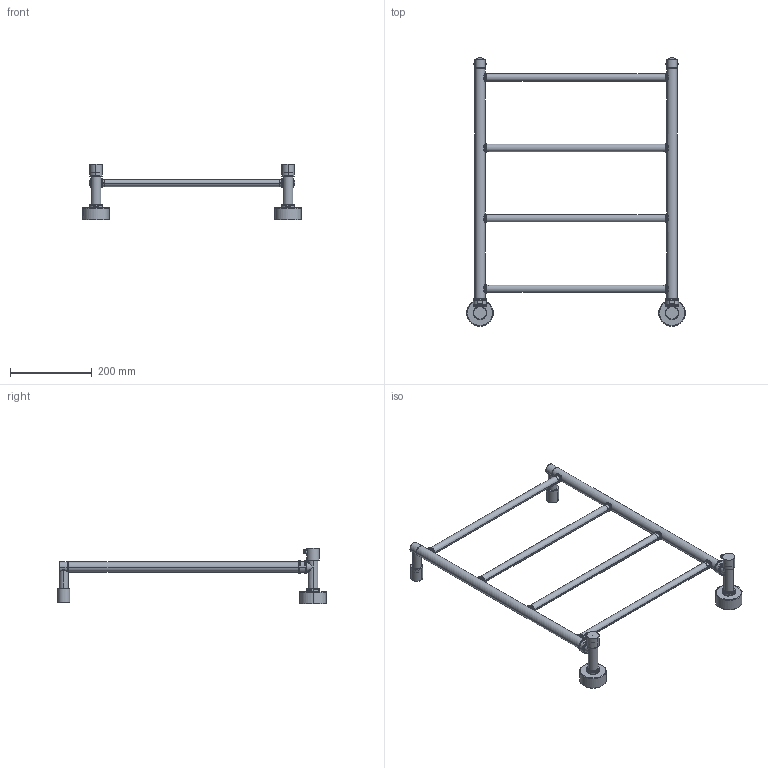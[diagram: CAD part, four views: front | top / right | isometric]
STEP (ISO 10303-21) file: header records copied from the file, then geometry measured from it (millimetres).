
FILE_DESCRIPTION(('CATIA V5 STEP Exchange','CAx-IF Rec.Pracs.--- Model Styling and Organization---1.5--- 2016-08-15','CAx-IF Rec.Pracs.---Supplemental Geometry---1.0---2011-11-01','CAx-IF Rec.Pracs.--- Composite Materials ---3.4---2017-06-13','CAx-IF Rec.Pracs.---Tessellated 3D Geometry---1.0---2015-12-17'),'2;1');
FILE_NAME('ZA004920.stp','2024-07-01T11:41:49+00:00',('none'),('none'),'CATIA Version 5-6 Release 2020 SP2','CATIA V5 STEP AP242 v2','none');
FILE_SCHEMA(('AP242_MANAGED_MODEL_BASED_3D_ENGINEERING_MIM_LF {1 0 10303 442 1 1 4}'));
Length unit declared in the file: millimetre
Products named in the file (1): ZA004920
Bounding box: 535 x 657.27 x 136 mm (x, y, z)
Volume: 646392.7 mm3; surface area: 466149.8 mm2
Topology: 32 solids, 120 shells, 1888 faces, 4490 edges, 2810 vertices
Faces by surface type: plane 632, cylinder 632, cone 524, bspline 72, torus 28
Entity records: 66244 total; most frequent: CARTESIAN_POINT 29491, ORIENTED_EDGE 8580, DIRECTION 5020, EDGE_CURVE 4482, VERTEX_POINT 2810, AXIS2_PLACEMENT_3D 2647, EDGE_LOOP 2076, ADVANCED_FACE 1888
